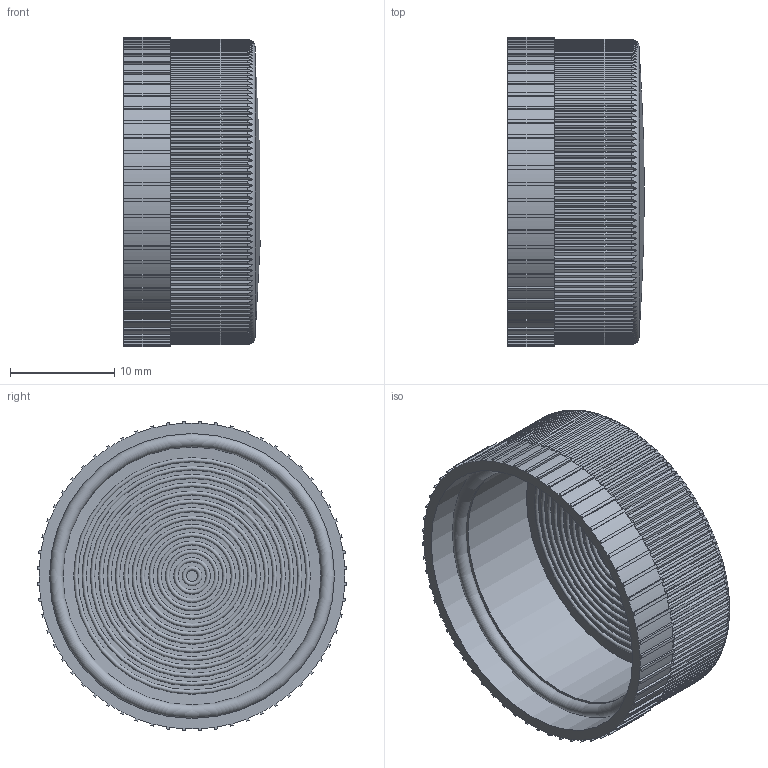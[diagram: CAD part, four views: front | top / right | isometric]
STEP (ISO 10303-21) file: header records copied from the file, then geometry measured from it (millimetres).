
FILE_DESCRIPTION((''),'2;1');
FILE_NAME('2PLLxL.stp','2007-11-15T13:32:57',('Philipp'),(''),'Autodesk Inventor 2008','Autodesk Inventor 2008','');
FILE_SCHEMA(('AUTOMOTIVE_DESIGN { 1 0 10303 214 1 1 1 1 }'));
Length unit declared in the file: millimetre
Products named in the file (3): 2PLLxL; lense; rubber
Assembly tree (2 placements, depth 2):
  2PLLxL
    lense
    rubber
Bounding box: 13.14 x 29.77 x 29.77 mm (x, y, z)
Volume: 2596.6 mm3; surface area: 4220.9 mm2
Topology: 2 solids, 2 shells, 727 faces, 2134 edges, 1414 vertices
Faces by surface type: plane 423, cylinder 272, torus 16, cone 12, bspline 3, sphere 1
Full cylindrical faces by diameter (mm): 25 x1, 27.4 x1
Entity records: 26235 total; most frequent: CARTESIAN_POINT 6975, ORIENTED_EDGE 4210, DIRECTION 3838, EDGE_CURVE 2105, VERTEX_POINT 1414, AXIS2_PLACEMENT_3D 1304, VECTOR 1230, LINE 1230
